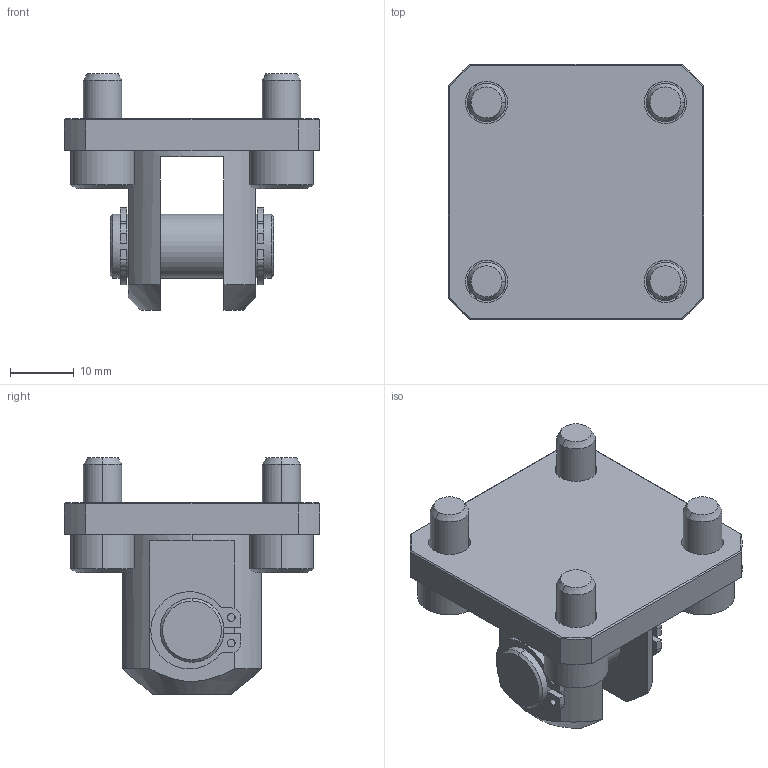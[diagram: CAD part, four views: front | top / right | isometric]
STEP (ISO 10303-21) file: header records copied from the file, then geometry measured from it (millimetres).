
FILE_DESCRIPTION (( 'STEP AP214' ), '1' );
FILE_NAME ('CQ-D025.STEP', '2018-06-18T07:37:23', ( 'SONIC' ), ( 'UNITCOM PC' ), 'SwSTEP 2.0', 'SolidWorks 2015', '' );
FILE_SCHEMA (( 'AUTOMOTIVE_DESIGN' ));
Length unit declared in the file: millimetre
Products named in the file (1): CQ-D025
Bounding box: 40 x 40 x 37 mm (x, y, z)
Volume: 16048.2 mm3; surface area: 8880.6 mm2
Topology: 1 solids, 1 shells, 164 faces, 401 edges, 258 vertices
Faces by surface type: plane 77, cylinder 60, cone 27
Entity records: 5061 total; most frequent: CARTESIAN_POINT 907, DIRECTION 879, ORIENTED_EDGE 802, EDGE_CURVE 401, AXIS2_PLACEMENT_3D 328, VERTEX_POINT 258, VECTOR 223, LINE 223
